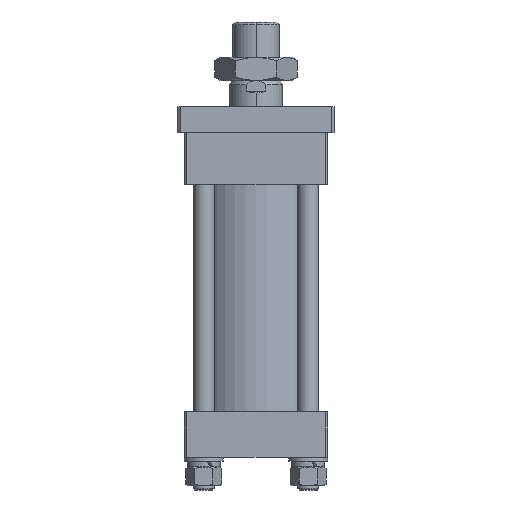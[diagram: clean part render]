
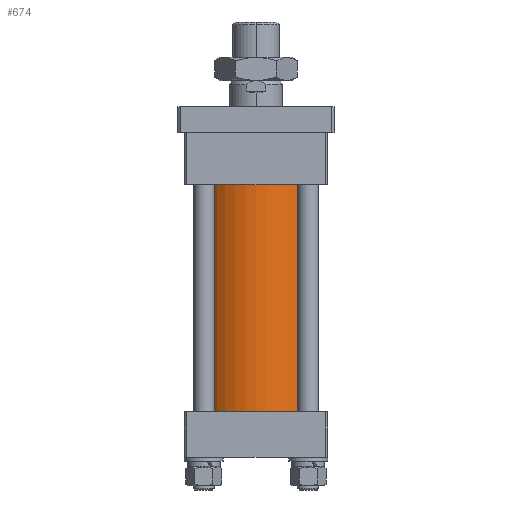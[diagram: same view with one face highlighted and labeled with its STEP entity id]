
A CAD part, front view. The second image highlights one B-rep face of the part: STEP entity #674.
In plain terms, the highlighted cylindrical face has radius 47 mm (diameter 94 mm), a partial arc.
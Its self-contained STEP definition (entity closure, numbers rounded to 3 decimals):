
#215 = CARTESIAN_POINT ( 'NONE',  ( 0., 0., 174. ) ) ;
#217 = DIRECTION ( 'NONE',  ( -1., 0., 0. ) ) ;
#218 = DIRECTION ( 'NONE',  ( 0., 0., -1. ) ) ;
#555 = AXIS2_PLACEMENT_3D ( 'NONE', #215, #218, #217 ) ;
#674 = ADVANCED_FACE ( 'NONE', ( #6020 ), #6004, .T. ) ;
#1328 = VERTEX_POINT ( 'NONE', #3086 ) ;
#1329 = VERTEX_POINT ( 'NONE', #3087 ) ;
#1331 = VERTEX_POINT ( 'NONE', #3089 ) ;
#1333 = VERTEX_POINT ( 'NONE', #3091 ) ;
#2584 = EDGE_LOOP ( 'NONE', ( #2651, #2653, #2652, #2675 ) ) ;
#2651 = ORIENTED_EDGE ( 'NONE', *, *, #7717, .F. ) ;
#2652 = ORIENTED_EDGE ( 'NONE', *, *, #7716, .T. ) ;
#2653 = ORIENTED_EDGE ( 'NONE', *, *, #7714, .F. ) ;
#2675 = ORIENTED_EDGE ( 'NONE', *, *, #7712, .T. ) ;
#2970 = DIRECTION ( 'NONE',  ( 0., 0., -1. ) ) ;
#2971 = CARTESIAN_POINT ( 'NONE',  ( 0., 0., 0. ) ) ;
#2972 = DIRECTION ( 'NONE',  ( 0., 0., 1. ) ) ;
#2973 = DIRECTION ( 'NONE',  ( 1., 0., 0. ) ) ;
#2977 = CARTESIAN_POINT ( 'NONE',  ( 0., 0., 174. ) ) ;
#2978 = DIRECTION ( 'NONE',  ( 0., 0., 1. ) ) ;
#2979 = DIRECTION ( 'NONE',  ( 1., 0., 0. ) ) ;
#2980 = CARTESIAN_POINT ( 'NONE',  ( -47., 0., 174. ) ) ;
#2984 = CARTESIAN_POINT ( 'NONE',  ( 47., 0., 174. ) ) ;
#2985 = DIRECTION ( 'NONE',  ( 0., 0., -1. ) ) ;
#3086 = CARTESIAN_POINT ( 'NONE',  ( -47., 0., 0. ) ) ;
#3087 = CARTESIAN_POINT ( 'NONE',  ( 47., 0., 0. ) ) ;
#3089 = CARTESIAN_POINT ( 'NONE',  ( 47., 0., 174. ) ) ;
#3091 = CARTESIAN_POINT ( 'NONE',  ( -47., 0., 174. ) ) ;
#5601 = AXIS2_PLACEMENT_3D ( 'NONE', #2977, #2978, #2979 ) ;
#5604 = AXIS2_PLACEMENT_3D ( 'NONE', #2971, #2972, #2973 ) ;
#6004 = CYLINDRICAL_SURFACE ( 'NONE', #555, 47. ) ;
#6020 = FACE_OUTER_BOUND ( 'NONE', #2584, .T. ) ;
#6782 = CIRCLE ( 'NONE', #5604, 47. ) ;
#6793 = CIRCLE ( 'NONE', #5601, 47. ) ;
#6797 = LINE ( 'NONE', #2980, #6819 ) ;
#6819 = VECTOR ( 'NONE', #2970, 1000. ) ;
#6822 = LINE ( 'NONE', #2984, #6844 ) ;
#6844 = VECTOR ( 'NONE', #2985, 1000. ) ;
#7712 = EDGE_CURVE ( 'NONE', #1328, #1329, #6782, .T. ) ;
#7714 = EDGE_CURVE ( 'NONE', #1333, #1331, #6793, .T. ) ;
#7716 = EDGE_CURVE ( 'NONE', #1333, #1328, #6797, .T. ) ;
#7717 = EDGE_CURVE ( 'NONE', #1331, #1329, #6822, .T. ) ;
